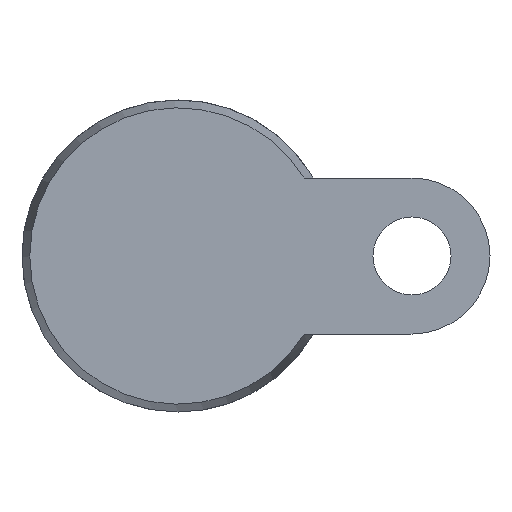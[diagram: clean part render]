
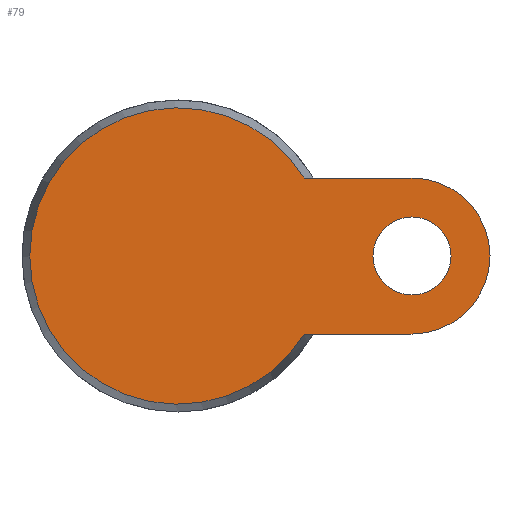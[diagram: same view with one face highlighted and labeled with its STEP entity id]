
A CAD part, front view. The second image highlights one B-rep face of the part: STEP entity #79.
In plain terms, the highlighted planar face has unit normal (0, -1, 0).
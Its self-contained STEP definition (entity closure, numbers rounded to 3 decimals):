
#79 = ADVANCED_FACE( '', ( #194, #195 ), #196, .F. );
#194 = FACE_BOUND( '', #353, .T. );
#195 = FACE_OUTER_BOUND( '', #354, .T. );
#196 = PLANE( '', #355 );
#353 = EDGE_LOOP( '', ( #524 ) );
#354 = EDGE_LOOP( '', ( #525, #526, #527, #528 ) );
#355 = AXIS2_PLACEMENT_3D( '', #529, #530, #531 );
#524 = ORIENTED_EDGE( '', *, *, #841, .T. );
#525 = ORIENTED_EDGE( '', *, *, #859, .F. );
#526 = ORIENTED_EDGE( '', *, *, #860, .T. );
#527 = ORIENTED_EDGE( '', *, *, #851, .F. );
#528 = ORIENTED_EDGE( '', *, *, #861, .F. );
#529 = CARTESIAN_POINT( '', ( 28.5, 0., 0. ) );
#530 = DIRECTION( '', ( 0., 1., 0. ) );
#531 = DIRECTION( '', ( 0., 0., 1. ) );
#841 = EDGE_CURVE( '', #973, #973, #974, .T. );
#851 = EDGE_CURVE( '', #990, #991, #992, .T. );
#859 = EDGE_CURVE( '', #1003, #1004, #1005, .T. );
#860 = EDGE_CURVE( '', #1003, #991, #1006, .T. );
#861 = EDGE_CURVE( '', #1004, #990, #1007, .T. );
#973 = VERTEX_POINT( '', #1162 );
#974 = CIRCLE( '', #1163, 7.5 );
#990 = VERTEX_POINT( '', #1181 );
#991 = VERTEX_POINT( '', #1182 );
#992 = LINE( '', #1183, #1184 );
#1003 = VERTEX_POINT( '', #1209 );
#1004 = VERTEX_POINT( '', #1210 );
#1005 = LINE( '', #1211, #1212 );
#1006 = CIRCLE( '', #1213, 28.5 );
#1007 = CIRCLE( '', #1214, 15. );
#1162 = CARTESIAN_POINT( '', ( 52.5, 0., 0. ) );
#1163 = AXIS2_PLACEMENT_3D( '', #1531, #1532, #1533 );
#1181 = CARTESIAN_POINT( '', ( 45., 0., -15. ) );
#1182 = CARTESIAN_POINT( '', ( 24.233, 0., -15. ) );
#1183 = CARTESIAN_POINT( '', ( 45., 0., -15. ) );
#1184 = VECTOR( '', #1548, 1000. );
#1209 = CARTESIAN_POINT( '', ( 24.233, 0., 15. ) );
#1210 = CARTESIAN_POINT( '', ( 45., 0., 15. ) );
#1211 = CARTESIAN_POINT( '', ( 0., 0., 15. ) );
#1212 = VECTOR( '', #1553, 1000. );
#1213 = AXIS2_PLACEMENT_3D( '', #1554, #1555, #1556 );
#1214 = AXIS2_PLACEMENT_3D( '', #1557, #1558, #1559 );
#1531 = CARTESIAN_POINT( '', ( 45., 0., 0. ) );
#1532 = DIRECTION( '', ( 0., 1., 0. ) );
#1533 = DIRECTION( '', ( 1., 0., 0. ) );
#1548 = DIRECTION( '', ( -1., 0., 0. ) );
#1553 = DIRECTION( '', ( 1., 0., 0. ) );
#1554 = CARTESIAN_POINT( '', ( 0., 0., 0. ) );
#1555 = DIRECTION( '', ( 0., -1., 0. ) );
#1556 = DIRECTION( '', ( 0., 0., -1. ) );
#1557 = CARTESIAN_POINT( '', ( 45., 0., 0. ) );
#1558 = DIRECTION( '', ( 0., 1., 0. ) );
#1559 = DIRECTION( '', ( 1., 0., 0. ) );
